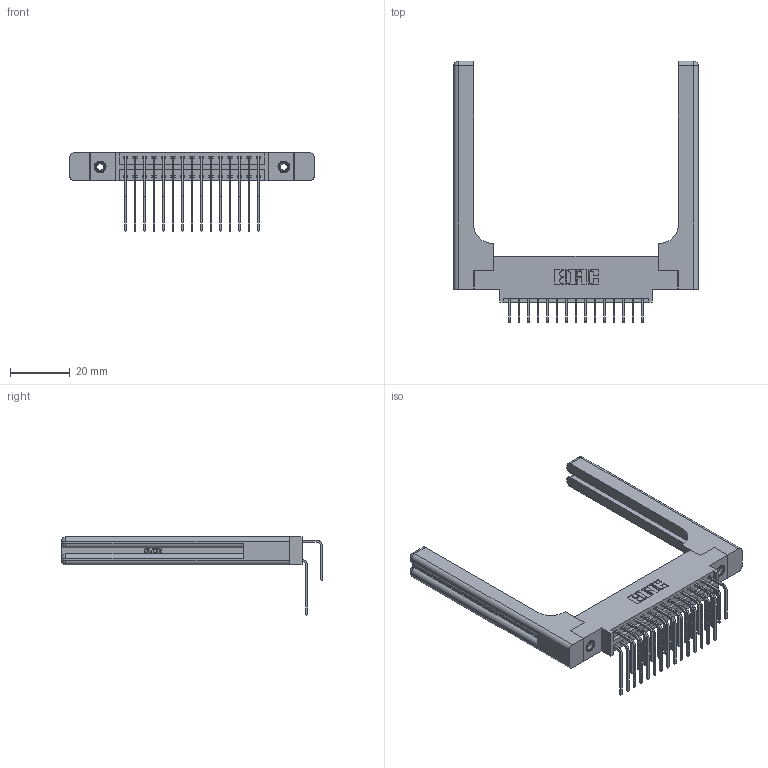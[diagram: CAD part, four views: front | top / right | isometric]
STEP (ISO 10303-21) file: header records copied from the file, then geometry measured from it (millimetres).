
FILE_DESCRIPTION (( 'STEP AP203' ), '1' );
FILE_NAME ('396-030-558-858.STEP', '2019-11-03T06:31:59', ( '' ), ( '' ), 'SwSTEP 2.0', 'SolidWorks 2016', '' );
FILE_SCHEMA (( 'CONFIG_CONTROL_DESIGN' ));
Length unit declared in the file: inch
Products named in the file (6): 396-030-558-858; 346 Part_0.170 Offset - 0.156 Dia-TH; 345-292-001_558 Tail - 2; 345-250-001_345-250-001-102; 346-220-058_345-220-058; 345-292-001_558 559 Tail - 1
Assembly tree (35 placements, depth 2):
  396-030-558-858
    346 Part_0.170 Offset - 0.156 Dia-TH
    345-292-001_558 559 Tail - 1  x15
    345-292-001_558 Tail - 2  x15
    345-250-001_345-250-001-102  x2
    346-220-058_345-220-058  x2
Bounding box: 81.69 x 87.44 x 26.16 mm (x, y, z)
Volume: 15268.4 mm3; surface area: 16244.4 mm2
Topology: 35 solids, 35 shells, 2002 faces, 5837 edges, 3830 vertices
Faces by surface type: plane 1338, cylinder 604, bspline 36, cone 12, sphere 8, torus 4
Entity records: 20522 total; most frequent: CARTESIAN_POINT 4480, ORIENTED_EDGE 3160, DIRECTION 2904, EDGE_CURVE 1580, LINE 1256, VECTOR 1256, VERTEX_POINT 1042, AXIS2_PLACEMENT_3D 824
